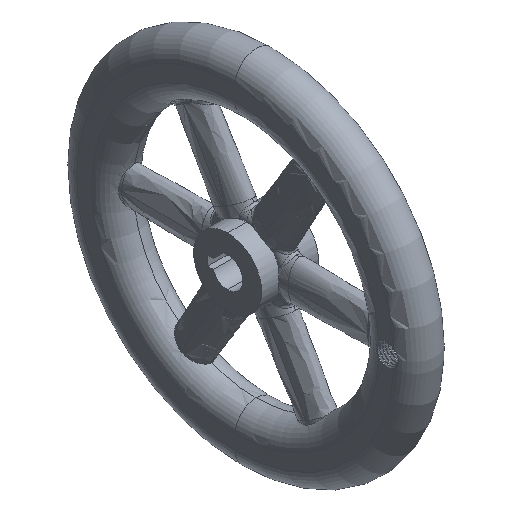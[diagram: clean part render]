
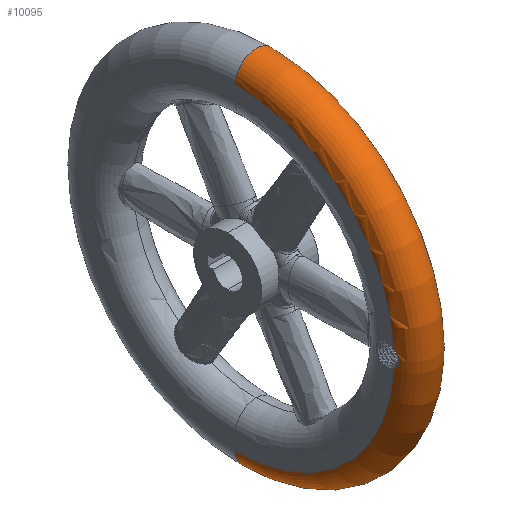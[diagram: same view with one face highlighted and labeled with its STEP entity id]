
A CAD part, isometric view. The second image highlights one B-rep face of the part: STEP entity #10095.
In plain terms, the highlighted toroidal (fillet/blend) face has major radius 84 mm and minor radius 11 mm.
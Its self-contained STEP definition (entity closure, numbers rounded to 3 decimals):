
#126 = EDGE_CURVE ( 'NONE', #4016, #10331, #1689, .T. ) ;
#232 = ORIENTED_EDGE ( 'NONE', *, *, #8592, .F. ) ;
#249 = VERTEX_POINT ( 'NONE', #5132 ) ;
#436 = CARTESIAN_POINT ( 'NONE',  ( 11., 0., 84. ) ) ;
#563 = CARTESIAN_POINT ( 'NONE',  ( -10.838, -85.869, 1.544 ) ) ;
#1298 = CARTESIAN_POINT ( 'NONE',  ( -10.842, -85.841, -1.622 ) ) ;
#1378 = CARTESIAN_POINT ( 'NONE',  ( 0., 0., 84. ) ) ;
#1467 = CARTESIAN_POINT ( 'NONE',  ( -10.93, -85.192, 3.142 ) ) ;
#1689 = B_SPLINE_CURVE_WITH_KNOTS ( 'NONE', 3,
 ( #1298, #3247, #10948, #7335, #8341, #9084, #563, #5580, #9031, #10097, #1467, #9241, #4950, #4104 ),
 .UNSPECIFIED., .F., .F.,
 ( 4, 2, 2, 2, 2, 2, 4 ),
 ( 0., 0.002, 0.003, 0.004, 0.004, 0.005, 0.007 ),
 .UNSPECIFIED. ) ;
#1738 = ORIENTED_EDGE ( 'NONE', *, *, #5205, .T. ) ;
#2035 = CARTESIAN_POINT ( 'NONE',  ( -10.842, -85.841, -1.622 ) ) ;
#2157 = VERTEX_POINT ( 'NONE', #3998 ) ;
#2190 = CIRCLE ( 'NONE', #8553, 84. ) ;
#2584 = DIRECTION ( 'NONE',  ( -1., 0., 0. ) ) ;
#2624 = CARTESIAN_POINT ( 'NONE',  ( -11., -84.296, -3.64 ) ) ;
#2696 = CARTESIAN_POINT ( 'NONE',  ( 11., 0., 0. ) ) ;
#2761 = CIRCLE ( 'NONE', #10749, 11. ) ;
#3041 = DIRECTION ( 'NONE',  ( 0., -1., 0. ) ) ;
#3051 = CARTESIAN_POINT ( 'NONE',  ( -11., 0., 0. ) ) ;
#3166 = DIRECTION ( 'NONE',  ( 0., 0., 1. ) ) ;
#3247 = CARTESIAN_POINT ( 'NONE',  ( -10.817, -85.998, -1.058 ) ) ;
#3322 = AXIS2_PLACEMENT_3D ( 'NONE', #1378, #3041, #8422 ) ;
#3499 = CARTESIAN_POINT ( 'NONE',  ( -10.921, -85.316, -2.502 ) ) ;
#3998 = CARTESIAN_POINT ( 'NONE',  ( -11., 0., 84. ) ) ;
#4016 = VERTEX_POINT ( 'NONE', #2035 ) ;
#4073 = DIRECTION ( 'NONE',  ( 0., 0., 1. ) ) ;
#4104 = CARTESIAN_POINT ( 'NONE',  ( -11., -83.87, 4.666 ) ) ;
#4142 = CARTESIAN_POINT ( 'NONE',  ( 0., 0., 0. ) ) ;
#4317 = EDGE_CURVE ( 'NONE', #10331, #2157, #7024, .T. ) ;
#4408 = CIRCLE ( 'NONE', #6210, 84. ) ;
#4931 = DIRECTION ( 'NONE',  ( -1., 0., 0. ) ) ;
#4950 = CARTESIAN_POINT ( 'NONE',  ( -11., -84.322, 4.291 ) ) ;
#4958 = CIRCLE ( 'NONE', #3322, 11. ) ;
#4971 = CARTESIAN_POINT ( 'NONE',  ( -11., 0., -84. ) ) ;
#5028 = CARTESIAN_POINT ( 'NONE',  ( -10.842, -85.841, -1.622 ) ) ;
#5132 = CARTESIAN_POINT ( 'NONE',  ( 11., 0., -84. ) ) ;
#5150 = CARTESIAN_POINT ( 'NONE',  ( -11., -83.906, -3.973 ) ) ;
#5205 = EDGE_CURVE ( 'NONE', #9743, #2157, #4958, .T. ) ;
#5467 = EDGE_CURVE ( 'NONE', #249, #7587, #2761, .T. ) ;
#5495 = TOROIDAL_SURFACE ( 'NONE', #9267, 84., 11. ) ;
#5580 = CARTESIAN_POINT ( 'NONE',  ( -10.865, -85.696, 2.095 ) ) ;
#5616 = EDGE_LOOP ( 'NONE', ( #6551, #6911, #1738, #10944, #8604, #232, #10010 ) ) ;
#5722 = DIRECTION ( 'NONE',  ( -1., 0., 0. ) ) ;
#6105 = CARTESIAN_POINT ( 'NONE',  ( -10.981, -84.66, -3.283 ) ) ;
#6175 = CARTESIAN_POINT ( 'NONE',  ( -11., -83.87, 4.666 ) ) ;
#6210 = AXIS2_PLACEMENT_3D ( 'NONE', #2696, #2584, #10585 ) ;
#6329 = DIRECTION ( 'NONE',  ( 0., 0., 1. ) ) ;
#6551 = ORIENTED_EDGE ( 'NONE', *, *, #5467, .F. ) ;
#6736 = DIRECTION ( 'NONE',  ( -1., 0., 0. ) ) ;
#6804 = FACE_OUTER_BOUND ( 'NONE', #5616, .T. ) ;
#6911 = ORIENTED_EDGE ( 'NONE', *, *, #10175, .T. ) ;
#6960 = B_SPLINE_CURVE_WITH_KNOTS ( 'NONE', 3,
 ( #5150, #2624, #6105, #3499, #8598, #5028 ),
 .UNSPECIFIED., .F., .F.,
 ( 4, 2, 4 ),
 ( 0., 0.002, 0.003 ),
 .UNSPECIFIED. ) ;
#7024 = CIRCLE ( 'NONE', #8456, 84. ) ;
#7206 = VERTEX_POINT ( 'NONE', #9465 ) ;
#7335 = CARTESIAN_POINT ( 'NONE',  ( -10.806, -86.056, 0.394 ) ) ;
#7587 = VERTEX_POINT ( 'NONE', #4971 ) ;
#8083 = CARTESIAN_POINT ( 'NONE',  ( 0., 0., -84. ) ) ;
#8137 = DIRECTION ( 'NONE',  ( 0., 1., 0. ) ) ;
#8341 = CARTESIAN_POINT ( 'NONE',  ( -10.811, -86.03, 0.683 ) ) ;
#8422 = DIRECTION ( 'NONE',  ( 0., 0., -1. ) ) ;
#8456 = AXIS2_PLACEMENT_3D ( 'NONE', #10363, #6736, #4073 ) ;
#8550 = DIRECTION ( 'NONE',  ( 0., 0., 1. ) ) ;
#8553 = AXIS2_PLACEMENT_3D ( 'NONE', #3051, #5722, #3166 ) ;
#8592 = EDGE_CURVE ( 'NONE', #7206, #4016, #6960, .T. ) ;
#8598 = CARTESIAN_POINT ( 'NONE',  ( -10.88, -85.609, -2.079 ) ) ;
#8604 = ORIENTED_EDGE ( 'NONE', *, *, #126, .F. ) ;
#9031 = CARTESIAN_POINT ( 'NONE',  ( -10.88, -85.59, 2.364 ) ) ;
#9084 = CARTESIAN_POINT ( 'NONE',  ( -10.827, -85.937, 1.259 ) ) ;
#9241 = CARTESIAN_POINT ( 'NONE',  ( -10.976, -84.707, 3.863 ) ) ;
#9267 = AXIS2_PLACEMENT_3D ( 'NONE', #4142, #4931, #8550 ) ;
#9465 = CARTESIAN_POINT ( 'NONE',  ( -11., -83.906, -3.973 ) ) ;
#9743 = VERTEX_POINT ( 'NONE', #436 ) ;
#9812 = EDGE_CURVE ( 'NONE', #7587, #7206, #2190, .T. ) ;
#10010 = ORIENTED_EDGE ( 'NONE', *, *, #9812, .F. ) ;
#10095 = ADVANCED_FACE ( 'NONE', ( #6804 ), #5495, .T. ) ;
#10097 = CARTESIAN_POINT ( 'NONE',  ( -10.913, -85.338, 2.887 ) ) ;
#10175 = EDGE_CURVE ( 'NONE', #249, #9743, #4408, .T. ) ;
#10331 = VERTEX_POINT ( 'NONE', #6175 ) ;
#10363 = CARTESIAN_POINT ( 'NONE',  ( -11., 0., 0. ) ) ;
#10585 = DIRECTION ( 'NONE',  ( 0., 0., 1. ) ) ;
#10749 = AXIS2_PLACEMENT_3D ( 'NONE', #8083, #8137, #6329 ) ;
#10944 = ORIENTED_EDGE ( 'NONE', *, *, #4317, .F. ) ;
#10948 = CARTESIAN_POINT ( 'NONE',  ( -10.803, -86.071, -0.472 ) ) ;
